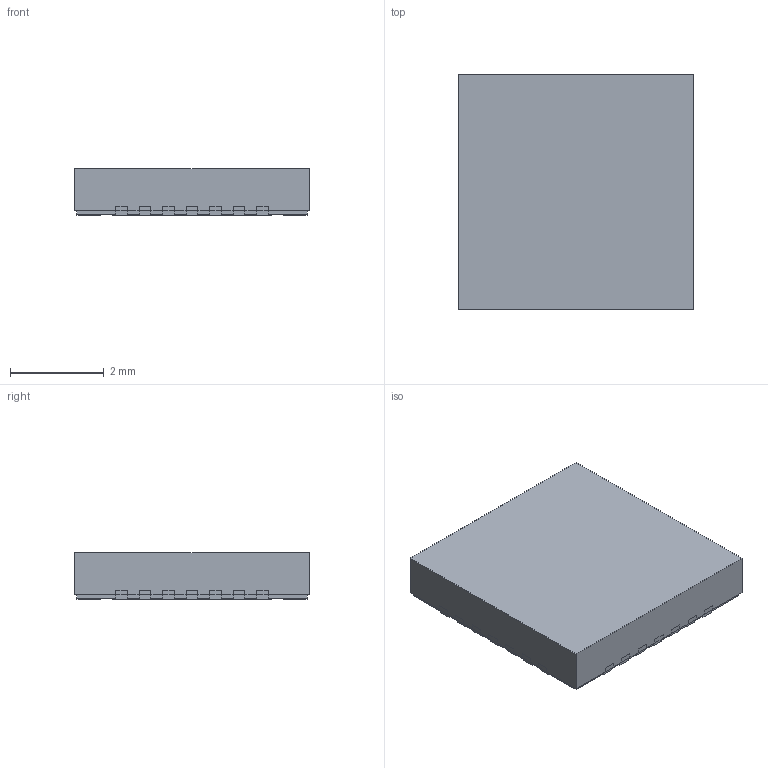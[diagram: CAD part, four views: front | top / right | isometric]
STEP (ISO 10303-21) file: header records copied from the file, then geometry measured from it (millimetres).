
FILE_DESCRIPTION((''),'2;1');
FILE_NAME('RHD0028W_ASM','2018-02-09T10:21:35',('a0412086'),(''),'CREO PARAMETRIC BY PTC INC, 2017260','CREO PARAMETRIC BY PTC INC, 2017260','');
FILE_SCHEMA(('AUTOMOTIVE_DESIGN { 1 0 10303 214 1 1 1 1 }'));
Length unit declared in the file: millimetre
Products named in the file (4): BODY-QFN_AF0; FRAME-RHD0028A_AF0; PIN1-ID; RHD0028W_ASM
Assembly tree (3 placements, depth 2):
  RHD0028W_ASM
    BODY-QFN_AF0
    FRAME-RHD0028A_AF0
    PIN1-ID
Bounding box: 5 x 5 x 1 mm (x, y, z)
Volume: 24.6 mm3; surface area: 123.6 mm2
Topology: 30 solids, 30 shells, 425 faces, 1086 edges, 724 vertices
Faces by surface type: plane 369, cylinder 56
Entity records: 17108 total; most frequent: CARTESIAN_POINT 2285, ORIENTED_EDGE 2172, DIRECTION 2114, PRESENTATION_STYLE_ASSIGNMENT 1202, STYLED_ITEM 1116, CURVE_STYLE 1086, EDGE_CURVE 1086, VECTOR 974
